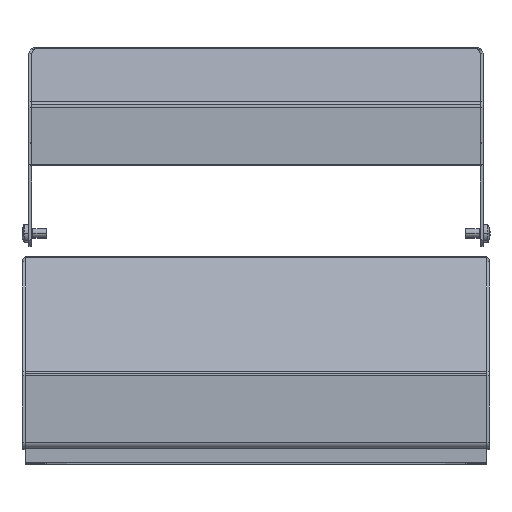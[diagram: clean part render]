
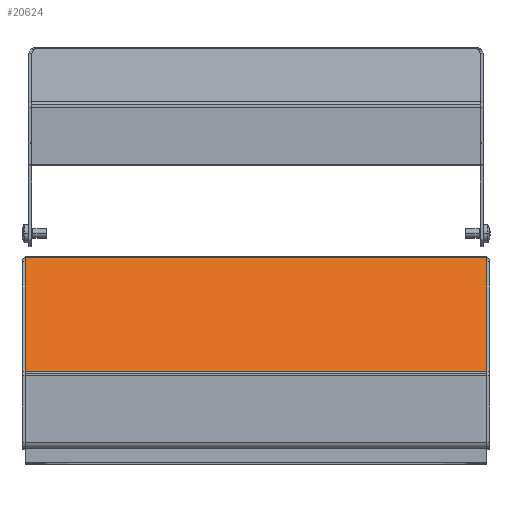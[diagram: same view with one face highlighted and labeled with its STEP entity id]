
A CAD part, top view. The second image highlights one B-rep face of the part: STEP entity #20624.
In plain terms, the highlighted face is planar.
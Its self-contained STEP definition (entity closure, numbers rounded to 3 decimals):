
#16792=DIRECTION('',(0.,0.,1.));
#16793=VECTOR('',#16792,156.);
#16794=CARTESIAN_POINT('',(102.55,-0.446,-78.));
#16795=LINE('',#16794,#16793);
#16821=CARTESIAN_POINT('',(102.55,-0.446,-78.));
#16826=DIRECTION('',(-0.777,0.629,0.));
#16827=VECTOR('',#16826,2.47);
#16828=CARTESIAN_POINT('',(104.47,-2.,78.));
#16829=LINE('',#16828,#16827);
#16833=DIRECTION('',(-0.777,0.629,0.));
#16834=VECTOR('',#16833,2.47);
#16835=CARTESIAN_POINT('',(104.47,-2.,-78.));
#16836=LINE('',#16835,#16834);
#18154=DIRECTION('',(0.777,-0.629,0.));
#18155=VECTOR('',#18154,58.919);
#18156=CARTESIAN_POINT('',(104.47,-2.,78.));
#18157=LINE('',#18156,#18155);
#18228=DIRECTION('',(0.,0.,-1.));
#18229=VECTOR('',#18228,156.);
#18230=CARTESIAN_POINT('',(150.259,-39.079,78.));
#18231=LINE('',#18230,#18229);
#18311=DIRECTION('',(-0.777,0.629,0.));
#18312=VECTOR('',#18311,58.919);
#18313=CARTESIAN_POINT('',(150.259,-39.079,-78.));
#18314=LINE('',#18313,#18312);
#19662=VERTEX_POINT('',#16821);
#19664=CARTESIAN_POINT('',(102.55,-0.446,78.));
#19665=VERTEX_POINT('',#19664);
#19666=CARTESIAN_POINT('',(104.47,-2.,-78.));
#19667=VERTEX_POINT('',#19666);
#19668=CARTESIAN_POINT('',(150.259,-39.079,-78.));
#19669=VERTEX_POINT('',#19668);
#19670=CARTESIAN_POINT('',(150.259,-39.079,78.));
#19671=VERTEX_POINT('',#19670);
#19672=CARTESIAN_POINT('',(104.47,-2.,78.));
#19673=VERTEX_POINT('',#19672);
#20606=CARTESIAN_POINT('',(151.,-39.679,-76.5));
#20607=DIRECTION('',(0.629,0.777,0.));
#20608=DIRECTION('',(-0.777,0.629,0.));
#20609=AXIS2_PLACEMENT_3D('',#20606,#20607,#20608);
#20610=PLANE('',#20609);
#20612=ORIENTED_EDGE('',*,*,#20611,.F.);
#20614=ORIENTED_EDGE('',*,*,#20613,.F.);
#20616=ORIENTED_EDGE('',*,*,#20615,.F.);
#20618=ORIENTED_EDGE('',*,*,#20617,.F.);
#20620=ORIENTED_EDGE('',*,*,#20619,.T.);
#20621=ORIENTED_EDGE('',*,*,#20597,.F.);
#20622=EDGE_LOOP('',(#20612,#20614,#20616,#20618,#20620,#20621));
#20623=FACE_OUTER_BOUND('',#20622,.F.);
#20597=EDGE_CURVE('',#19662,#19665,#16795,.T.);
#20611=EDGE_CURVE('',#19667,#19662,#16836,.T.);
#20613=EDGE_CURVE('',#19669,#19667,#18314,.T.);
#20615=EDGE_CURVE('',#19671,#19669,#18231,.T.);
#20617=EDGE_CURVE('',#19673,#19671,#18157,.T.);
#20619=EDGE_CURVE('',#19673,#19665,#16829,.T.);
#20624=ADVANCED_FACE('',(#20623),#20610,.T.);
